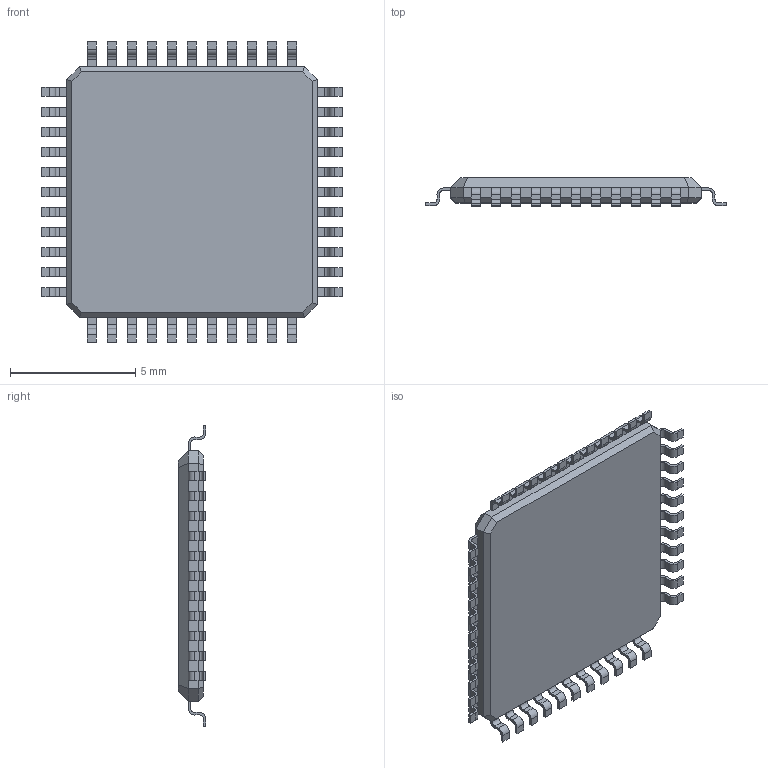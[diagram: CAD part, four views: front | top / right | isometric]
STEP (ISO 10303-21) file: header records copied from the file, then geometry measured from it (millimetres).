
FILE_DESCRIPTION(/* description */ (''),/* implementation_level */ '2;1');
FILE_NAME(/* name */ 'Atmega32u4 v4.step',/* time_stamp */ '2019-01-24T14:54:58+07:00',/* author */ ('boy9x0'),/* organization */ (''),/* preprocessor_version */ 'ST-DEVELOPER v17.2',/* originating_system */ 'Autodesk Translation Framework v7.6.0.251',/* authorisation */ '');
FILE_SCHEMA (('AUTOMOTIVE_DESIGN { 1 0 10303 214 3 1 1 }'));
Length unit declared in the file: millimetre
Products named in the file (5): Atmega32u4; Pin; Pin(Mirror) (1); Body; Text (1)
Assembly tree (4 placements, depth 2):
  Atmega32u4
    Pin
    Pin(Mirror) (1)
    Body
    Text (1)
Bounding box: 12 x 1.11 x 12 mm (x, y, z)
Volume: 97.4 mm3; surface area: 293.5 mm2
Topology: 45 solids, 45 shells, 1226 faces, 3254 edges, 2164 vertices
Faces by surface type: plane 735, bspline 314, cylinder 177
Full cylindrical faces by diameter (mm): 1 x1
Entity records: 40838 total; most frequent: CARTESIAN_POINT 11988, ORIENTED_EDGE 6508, DIRECTION 4822, EDGE_CURVE 3254, LINE 2270, VECTOR 2270, VERTEX_POINT 2164, AXIS2_PLACEMENT_3D 1276
